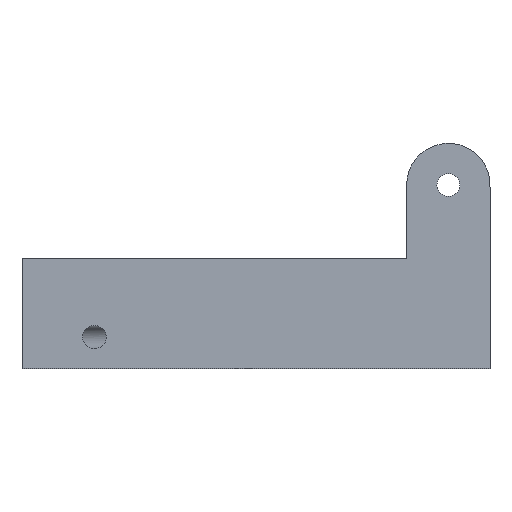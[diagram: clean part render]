
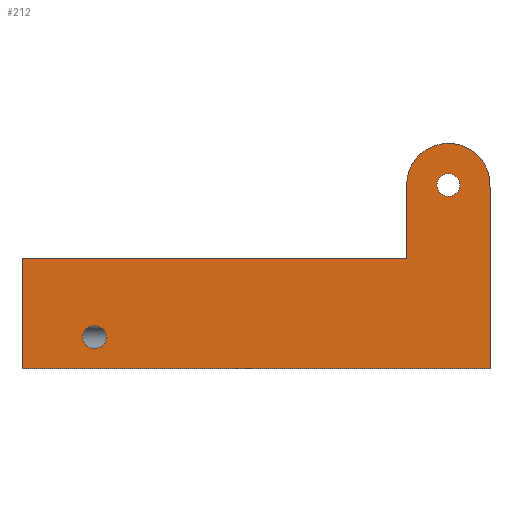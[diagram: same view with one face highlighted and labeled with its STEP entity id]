
A CAD part, top view. The second image highlights one B-rep face of the part: STEP entity #212.
In plain terms, the highlighted planar face has unit normal (0, 0, 1).
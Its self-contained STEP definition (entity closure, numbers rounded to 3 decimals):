
#16=FACE_BOUND('',#49,.T.);
#17=FACE_BOUND('',#50,.T.);
#25=PLANE('',#243);
#36=FACE_OUTER_BOUND('',#48,.T.);
#48=EDGE_LOOP('',(#185,#186,#187,#188,#189,#190));
#49=EDGE_LOOP('',(#191));
#50=EDGE_LOOP('',(#192));
#53=ELLIPSE('',#230,1.139,1.1);
#62=LINE('',#331,#83);
#65=LINE('',#336,#86);
#67=LINE('',#340,#88);
#70=LINE('',#346,#91);
#73=LINE('',#352,#94);
#83=VECTOR('',#271,10.);
#86=VECTOR('',#276,10.);
#88=VECTOR('',#280,10.);
#91=VECTOR('',#285,10.);
#94=VECTOR('',#290,10.);
#98=CIRCLE('',#234,1.1);
#100=CIRCLE('',#242,4.);
#102=VERTEX_POINT('',#306);
#108=VERTEX_POINT('',#321);
#111=VERTEX_POINT('',#328);
#112=VERTEX_POINT('',#330);
#113=VERTEX_POINT('',#335);
#114=VERTEX_POINT('',#339);
#116=VERTEX_POINT('',#345);
#118=VERTEX_POINT('',#351);
#121=EDGE_CURVE('',#102,#102,#53,.T.);
#128=EDGE_CURVE('',#108,#108,#98,.T.);
#131=EDGE_CURVE('',#112,#111,#62,.T.);
#134=EDGE_CURVE('',#113,#112,#65,.T.);
#136=EDGE_CURVE('',#114,#113,#67,.T.);
#139=EDGE_CURVE('',#116,#114,#70,.T.);
#142=EDGE_CURVE('',#118,#116,#73,.T.);
#145=EDGE_CURVE('',#111,#118,#100,.T.);
#185=ORIENTED_EDGE('',*,*,#145,.T.);
#186=ORIENTED_EDGE('',*,*,#142,.T.);
#187=ORIENTED_EDGE('',*,*,#139,.T.);
#188=ORIENTED_EDGE('',*,*,#136,.T.);
#189=ORIENTED_EDGE('',*,*,#134,.T.);
#190=ORIENTED_EDGE('',*,*,#131,.T.);
#191=ORIENTED_EDGE('',*,*,#121,.T.);
#192=ORIENTED_EDGE('',*,*,#128,.T.);
#212=ADVANCED_FACE('',(#36,#16,#17),#25,.T.);
#230=AXIS2_PLACEMENT_3D('',#308,#252,#253);
#234=AXIS2_PLACEMENT_3D('',#323,#265,#266);
#242=AXIS2_PLACEMENT_3D('',#356,#296,#297);
#243=AXIS2_PLACEMENT_3D('',#357,#298,#299);
#252=DIRECTION('center_axis',(0.,0.,
-1.));
#253=DIRECTION('ref_axis',(-1.,0.,0.));
#265=DIRECTION('center_axis',(0.,0.,
-1.));
#266=DIRECTION('ref_axis',(1.,0.,0.));
#271=DIRECTION('',(0.,1.,0.));
#276=DIRECTION('',(1.,0.,0.));
#280=DIRECTION('',(0.,-1.,0.));
#285=DIRECTION('',(-1.,0.,0.));
#290=DIRECTION('',(0.,-1.,0.));
#296=DIRECTION('center_axis',(0.,0.,
1.));
#297=DIRECTION('ref_axis',(1.,0.,0.));
#298=DIRECTION('center_axis',(0.,0.,
1.));
#299=DIRECTION('ref_axis',(1.,0.,0.));
#306=CARTESIAN_POINT('',(-32.787,-28.575,-19.896));
#308=CARTESIAN_POINT('Origin',(-33.926,-28.575,-19.896));
#321=CARTESIAN_POINT('',(-1.1,-14.,-19.896));
#323=CARTESIAN_POINT('Origin',(0.,-14.,-19.896));
#328=CARTESIAN_POINT('',(3.994,-14.228,-19.896));
#330=CARTESIAN_POINT('',(3.994,-31.575,-19.896));
#331=CARTESIAN_POINT('',(3.994,-14.228,-19.896));
#335=CARTESIAN_POINT('',(-40.868,-31.575,-19.896));
#336=CARTESIAN_POINT('',(-37.004,-31.575,-19.896));
#339=CARTESIAN_POINT('',(-40.868,-21.,-19.896));
#340=CARTESIAN_POINT('',(-40.868,27.575,-19.896));
#345=CARTESIAN_POINT('',(-4.,-21.,-19.896));
#346=CARTESIAN_POINT('',(-4.,-21.,-19.896));
#351=CARTESIAN_POINT('',(-4.,-14.,-19.896));
#352=CARTESIAN_POINT('',(-4.,-14.,-19.896));
#356=CARTESIAN_POINT('Origin',(0.,-14.,-19.896));
#357=CARTESIAN_POINT('Origin',(-18.434,-20.788,-19.896));
